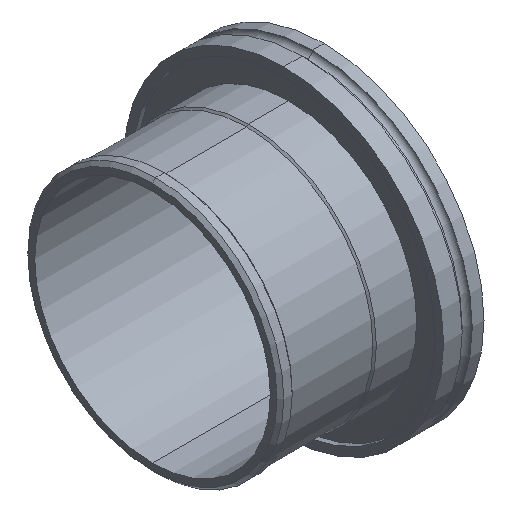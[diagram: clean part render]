
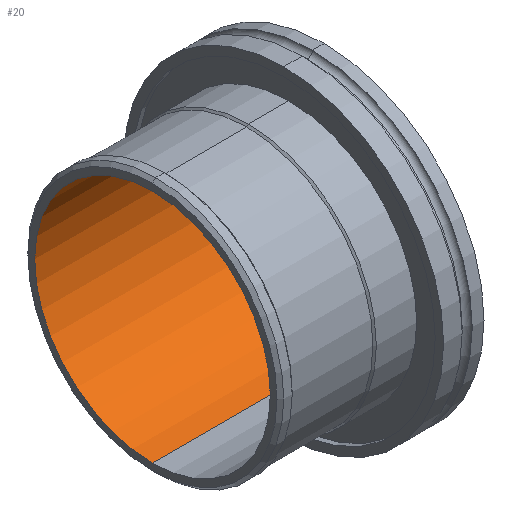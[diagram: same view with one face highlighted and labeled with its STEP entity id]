
A CAD part, isometric view. The second image highlights one B-rep face of the part: STEP entity #20.
In plain terms, the highlighted cylindrical face has radius 35 mm (diameter 70 mm), a partial arc.
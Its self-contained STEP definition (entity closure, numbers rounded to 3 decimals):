
#20 = ADVANCED_FACE ( 'NONE', ( #759 ), #134, .F. ) ;
#45 = CARTESIAN_POINT ( 'NONE',  ( 0., 0., -35. ) ) ;
#56 = VERTEX_POINT ( 'NONE', #666 ) ;
#71 = EDGE_CURVE ( 'NONE', #81, #504, #252, .T. ) ;
#81 = VERTEX_POINT ( 'NONE', #741 ) ;
#92 = CARTESIAN_POINT ( 'NONE',  ( 51., 0., 0. ) ) ;
#102 = ORIENTED_EDGE ( 'NONE', *, *, #188, .F. ) ;
#107 = AXIS2_PLACEMENT_3D ( 'NONE', #611, #250, #669 ) ;
#134 = CYLINDRICAL_SURFACE ( 'NONE', #473, 35. ) ;
#144 = DIRECTION ( 'NONE',  ( 0., 0., 1. ) ) ;
#148 = DIRECTION ( 'NONE',  ( -1., 0., 0. ) ) ;
#160 = VECTOR ( 'NONE', #148, 1000. ) ;
#180 = ORIENTED_EDGE ( 'NONE', *, *, #230, .T. ) ;
#188 = EDGE_CURVE ( 'NONE', #375, #56, #655, .T. ) ;
#200 = DIRECTION ( 'NONE',  ( -1., 0., 0. ) ) ;
#230 = EDGE_CURVE ( 'NONE', #375, #81, #308, .T. ) ;
#237 = ORIENTED_EDGE ( 'NONE', *, *, #775, .F. ) ;
#250 = DIRECTION ( 'NONE',  ( -1., 0., 0. ) ) ;
#252 = CIRCLE ( 'NONE', #107, 35. ) ;
#296 = CARTESIAN_POINT ( 'NONE',  ( 0., 0., 0. ) ) ;
#308 = LINE ( 'NONE', #383, #160 ) ;
#361 = DIRECTION ( 'NONE',  ( -1., 0., 0. ) ) ;
#373 = CARTESIAN_POINT ( 'NONE',  ( 0., 0., -35. ) ) ;
#375 = VERTEX_POINT ( 'NONE', #632 ) ;
#383 = CARTESIAN_POINT ( 'NONE',  ( 0., 0., 35. ) ) ;
#473 = AXIS2_PLACEMENT_3D ( 'NONE', #296, #361, #480 ) ;
#480 = DIRECTION ( 'NONE',  ( 0., 0., 1. ) ) ;
#502 = DIRECTION ( 'NONE',  ( -1., 0., 0. ) ) ;
#504 = VERTEX_POINT ( 'NONE', #45 ) ;
#528 = VECTOR ( 'NONE', #200, 1000. ) ;
#531 = ORIENTED_EDGE ( 'NONE', *, *, #71, .T. ) ;
#611 = CARTESIAN_POINT ( 'NONE',  ( 0., 0., 0. ) ) ;
#632 = CARTESIAN_POINT ( 'NONE',  ( 51., 0., 35. ) ) ;
#642 = EDGE_LOOP ( 'NONE', ( #237, #102, #180, #531 ) ) ;
#655 = CIRCLE ( 'NONE', #689, 35. ) ;
#666 = CARTESIAN_POINT ( 'NONE',  ( 51., 0., -35. ) ) ;
#669 = DIRECTION ( 'NONE',  ( 0., 0., 1. ) ) ;
#689 = AXIS2_PLACEMENT_3D ( 'NONE', #92, #502, #144 ) ;
#729 = LINE ( 'NONE', #373, #528 ) ;
#741 = CARTESIAN_POINT ( 'NONE',  ( 0., 0., 35. ) ) ;
#759 = FACE_OUTER_BOUND ( 'NONE', #642, .T. ) ;
#775 = EDGE_CURVE ( 'NONE', #56, #504, #729, .T. ) ;
